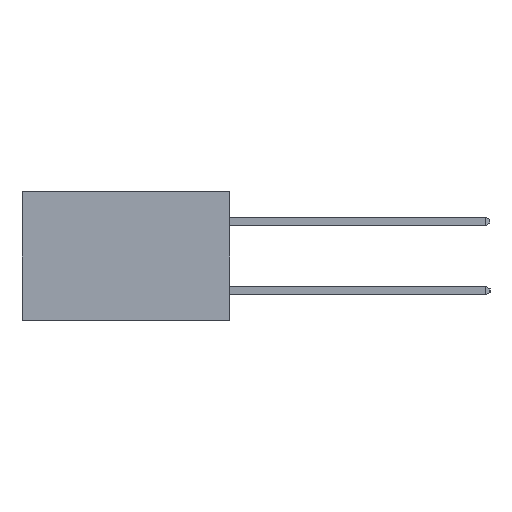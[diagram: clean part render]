
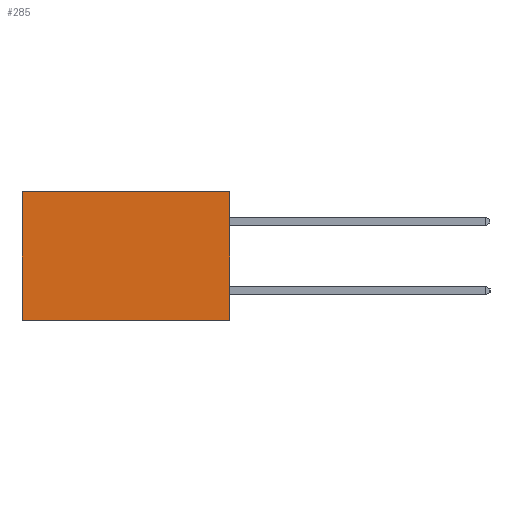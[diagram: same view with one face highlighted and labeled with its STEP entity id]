
A CAD part, left-side view. The second image highlights one B-rep face of the part: STEP entity #285.
In plain terms, the highlighted planar face has unit normal (-1, 0, 0).
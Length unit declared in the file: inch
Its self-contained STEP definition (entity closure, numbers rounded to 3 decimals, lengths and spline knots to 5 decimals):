
#75 = CARTESIAN_POINT ( 'NONE',  ( 0.2615, 0.6, -0.37 ) ) ;
#285 = ADVANCED_FACE ( 'NONE', ( #3477 ), #7731, .F. ) ;
#337 = VERTEX_POINT ( 'NONE', #16295 ) ;
#358 = EDGE_LOOP ( 'NONE', ( #10460, #15452, #8544, #15207 ) ) ;
#1095 = LINE ( 'NONE', #14358, #9685 ) ;
#2641 = VERTEX_POINT ( 'NONE', #20778 ) ;
#3463 = LINE ( 'NONE', #20351, #11917 ) ;
#3477 = FACE_OUTER_BOUND ( 'NONE', #358, .T. ) ;
#3638 = VERTEX_POINT ( 'NONE', #18607 ) ;
#3698 = EDGE_CURVE ( 'NONE', #337, #3638, #19985, .T. ) ;
#5188 = EDGE_CURVE ( 'NONE', #337, #2641, #1095, .T. ) ;
#5850 = DIRECTION ( 'NONE',  ( 0., 0., -1. ) ) ;
#6097 = EDGE_CURVE ( 'NONE', #2641, #19755, #10165, .T. ) ;
#6504 = DIRECTION ( 'NONE',  ( 0., 1., 0. ) ) ;
#6551 = CARTESIAN_POINT ( 'NONE',  ( 0.2615, 0., -0.37 ) ) ;
#7109 = EDGE_CURVE ( 'NONE', #3638, #19755, #3463, .T. ) ;
#7731 = PLANE ( 'NONE',  #18547 ) ;
#8544 = ORIENTED_EDGE ( 'NONE', *, *, #5188, .F. ) ;
#9685 = VECTOR ( 'NONE', #14334, 39.37008 ) ;
#10165 = LINE ( 'NONE', #6551, #18339 ) ;
#10364 = DIRECTION ( 'NONE',  ( 1., 0., 0. ) ) ;
#10460 = ORIENTED_EDGE ( 'NONE', *, *, #7109, .T. ) ;
#11291 = VECTOR ( 'NONE', #17558, 39.37008 ) ;
#11917 = VECTOR ( 'NONE', #17915, 39.37008 ) ;
#14334 = DIRECTION ( 'NONE',  ( 0., 0., -1. ) ) ;
#14358 = CARTESIAN_POINT ( 'NONE',  ( 0.2615, 0., -0.37 ) ) ;
#15207 = ORIENTED_EDGE ( 'NONE', *, *, #3698, .T. ) ;
#15452 = ORIENTED_EDGE ( 'NONE', *, *, #6097, .F. ) ;
#16295 = CARTESIAN_POINT ( 'NONE',  ( 0.2615, 0., 0. ) ) ;
#17558 = DIRECTION ( 'NONE',  ( 0., 1., 0. ) ) ;
#17915 = DIRECTION ( 'NONE',  ( 0., 0., -1. ) ) ;
#17973 = CARTESIAN_POINT ( 'NONE',  ( 0.2615, 0., 0. ) ) ;
#18339 = VECTOR ( 'NONE', #6504, 39.37008 ) ;
#18547 = AXIS2_PLACEMENT_3D ( 'NONE', #19067, #10364, #5850 ) ;
#18607 = CARTESIAN_POINT ( 'NONE',  ( 0.2615, 0.6, 0. ) ) ;
#19067 = CARTESIAN_POINT ( 'NONE',  ( 0.2615, 0., -0.37 ) ) ;
#19755 = VERTEX_POINT ( 'NONE', #75 ) ;
#19985 = LINE ( 'NONE', #17973, #11291 ) ;
#20351 = CARTESIAN_POINT ( 'NONE',  ( 0.2615, 0.6, -0.37 ) ) ;
#20778 = CARTESIAN_POINT ( 'NONE',  ( 0.2615, 0., -0.37 ) ) ;
